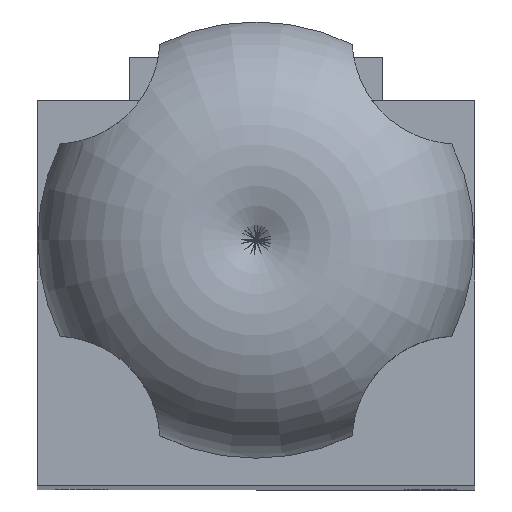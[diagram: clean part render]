
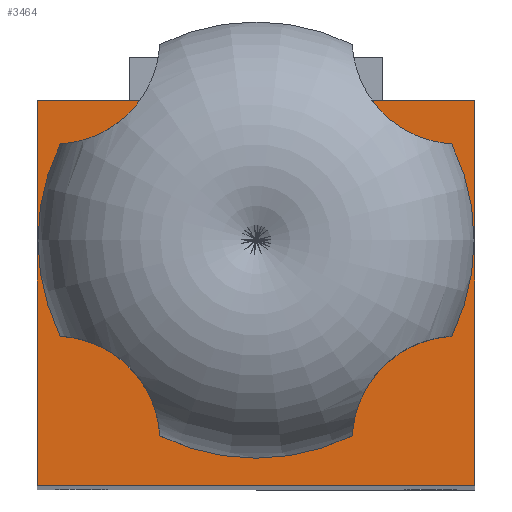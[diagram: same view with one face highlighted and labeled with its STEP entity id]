
A CAD part, top view. The second image highlights one B-rep face of the part: STEP entity #3464.
In plain terms, the highlighted planar face has unit normal (0, 0, 1).
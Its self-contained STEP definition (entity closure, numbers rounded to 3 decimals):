
#73 = ORIENTED_EDGE ( 'NONE', *, *, #1553, .T. ) ;
#105 = LINE ( 'NONE', #3527, #2889 ) ;
#368 = CARTESIAN_POINT ( 'NONE',  ( 9.5, 28., 150. ) ) ;
#659 = CARTESIAN_POINT ( 'NONE',  ( 25., 0., 150. ) ) ;
#736 = CARTESIAN_POINT ( 'NONE',  ( 0., 28., 150. ) ) ;
#753 = FACE_BOUND ( 'NONE', #2357, .T. ) ;
#758 = ORIENTED_EDGE ( 'NONE', *, *, #2464, .T. ) ;
#942 = VERTEX_POINT ( 'NONE', #1097 ) ;
#985 = DIRECTION ( 'NONE',  ( 1., 0., 0. ) ) ;
#1067 = DIRECTION ( 'NONE',  ( 0., 0., 1. ) ) ;
#1097 = CARTESIAN_POINT ( 'NONE',  ( 25., 0., 150. ) ) ;
#1105 = DIRECTION ( 'NONE',  ( 1., 0., 0. ) ) ;
#1221 = CARTESIAN_POINT ( 'NONE',  ( -25., 0., 150. ) ) ;
#1231 = LINE ( 'NONE', #2491, #2953 ) ;
#1364 = CARTESIAN_POINT ( 'NONE',  ( 0., 22., 150. ) ) ;
#1404 = ORIENTED_EDGE ( 'NONE', *, *, #3854, .T. ) ;
#1454 = CARTESIAN_POINT ( 'NONE',  ( 25., 0., 150. ) ) ;
#1532 = LINE ( 'NONE', #659, #2811 ) ;
#1553 = EDGE_CURVE ( 'NONE', #942, #3554, #2405, .T. ) ;
#1641 = AXIS2_PLACEMENT_3D ( 'NONE', #1364, #2303, #1105 ) ;
#1833 = VERTEX_POINT ( 'NONE', #1860 ) ;
#1857 = ORIENTED_EDGE ( 'NONE', *, *, #2056, .F. ) ;
#1860 = CARTESIAN_POINT ( 'NONE',  ( -25., 44., 150. ) ) ;
#1978 = CARTESIAN_POINT ( 'NONE',  ( 25., 44., 150. ) ) ;
#1980 = CIRCLE ( 'NONE', #3395, 9.5 ) ;
#2056 = EDGE_CURVE ( 'NONE', #3165, #3165, #1980, .T. ) ;
#2157 = VERTEX_POINT ( 'NONE', #1221 ) ;
#2208 = DIRECTION ( 'NONE',  ( 0., -1., 0. ) ) ;
#2303 = DIRECTION ( 'NONE',  ( 0., 0., 1. ) ) ;
#2357 = EDGE_LOOP ( 'NONE', ( #1857 ) ) ;
#2405 = LINE ( 'NONE', #1454, #2554 ) ;
#2464 = EDGE_CURVE ( 'NONE', #2157, #942, #1532, .T. ) ;
#2491 = CARTESIAN_POINT ( 'NONE',  ( -25., 0., 150. ) ) ;
#2554 = VECTOR ( 'NONE', #3011, 1000. ) ;
#2621 = ORIENTED_EDGE ( 'NONE', *, *, #3181, .T. ) ;
#2811 = VECTOR ( 'NONE', #985, 1000. ) ;
#2889 = VECTOR ( 'NONE', #2914, 1000. ) ;
#2914 = DIRECTION ( 'NONE',  ( -1., 0., 0. ) ) ;
#2953 = VECTOR ( 'NONE', #2208, 1000. ) ;
#3011 = DIRECTION ( 'NONE',  ( 0., 1., 0. ) ) ;
#3165 = VERTEX_POINT ( 'NONE', #368 ) ;
#3181 = EDGE_CURVE ( 'NONE', #1833, #2157, #1231, .T. ) ;
#3251 = DIRECTION ( 'NONE',  ( 1., 0., 0. ) ) ;
#3273 = PLANE ( 'NONE',  #1641 ) ;
#3395 = AXIS2_PLACEMENT_3D ( 'NONE', #736, #1067, #3251 ) ;
#3398 = EDGE_LOOP ( 'NONE', ( #2621, #758, #73, #1404 ) ) ;
#3464 = ADVANCED_FACE ( 'NONE', ( #753, #3842 ), #3273, .T. ) ;
#3527 = CARTESIAN_POINT ( 'NONE',  ( 25., 44., 150. ) ) ;
#3554 = VERTEX_POINT ( 'NONE', #1978 ) ;
#3842 = FACE_OUTER_BOUND ( 'NONE', #3398, .T. ) ;
#3854 = EDGE_CURVE ( 'NONE', #3554, #1833, #105, .T. ) ;
